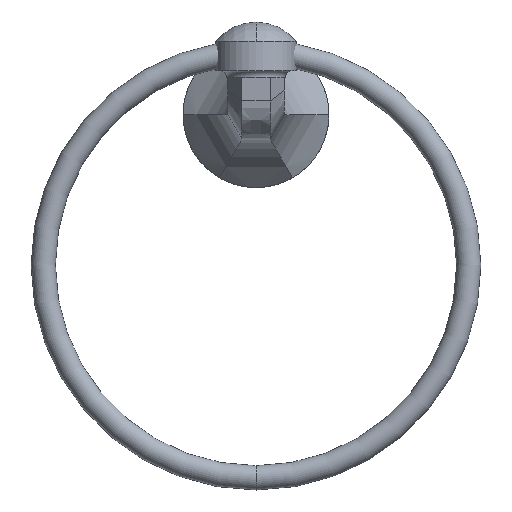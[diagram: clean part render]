
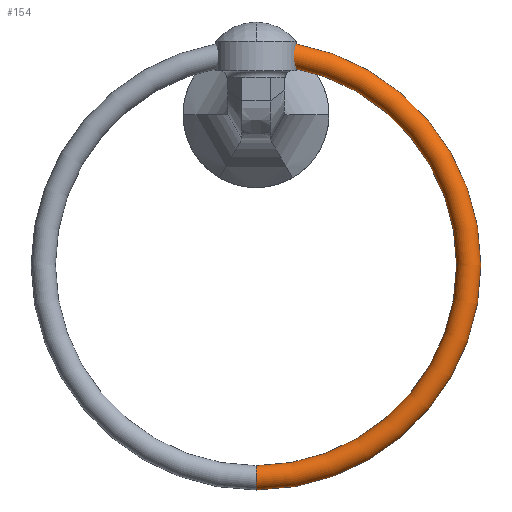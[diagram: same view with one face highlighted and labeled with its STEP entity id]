
A CAD part, top view. The second image highlights one B-rep face of the part: STEP entity #154.
In plain terms, the highlighted toroidal (fillet/blend) face has major radius 87.5 mm and minor radius 5 mm.
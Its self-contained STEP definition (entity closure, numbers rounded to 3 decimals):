
#95 = ORIENTED_EDGE ( 'NONE', *, *, #1149, .F. ) ;
#154 = ADVANCED_FACE ( 'NONE', ( #178 ), #461, .T. ) ;
#178 = FACE_OUTER_BOUND ( 'NONE', #578, .T. ) ;
#188 = AXIS2_PLACEMENT_3D ( 'NONE', #1503, #1568, #1347 ) ;
#354 = CARTESIAN_POINT ( 'NONE',  ( 0., 0., 0. ) ) ;
#458 = CARTESIAN_POINT ( 'NONE',  ( 0., 0., 82.5 ) ) ;
#461 = TOROIDAL_SURFACE ( 'NONE', #621, 87.5, 5. ) ;
#504 = DIRECTION ( 'NONE',  ( 0., 0., -1. ) ) ;
#520 = ORIENTED_EDGE ( 'NONE', *, *, #997, .T. ) ;
#548 = ORIENTED_EDGE ( 'NONE', *, *, #1564, .F. ) ;
#578 = EDGE_LOOP ( 'NONE', ( #548, #95, #665, #520 ) ) ;
#621 = AXIS2_PLACEMENT_3D ( 'NONE', #354, #1157, #504 ) ;
#665 = ORIENTED_EDGE ( 'NONE', *, *, #1344, .T. ) ;
#698 = CARTESIAN_POINT ( 'NONE',  ( 0., 0., 0. ) ) ;
#751 = DIRECTION ( 'NONE',  ( 0., 0., -1. ) ) ;
#755 = AXIS2_PLACEMENT_3D ( 'NONE', #1069, #1019, #751 ) ;
#829 = VERTEX_POINT ( 'NONE', #910 ) ;
#872 = AXIS2_PLACEMENT_3D ( 'NONE', #916, #900, #1544 ) ;
#900 = DIRECTION ( 'NONE',  ( 1., 0., 0. ) ) ;
#910 = CARTESIAN_POINT ( 'NONE',  ( 0., 0., -92.5 ) ) ;
#916 = CARTESIAN_POINT ( 'NONE',  ( 0., 0., 87.5 ) ) ;
#997 = EDGE_CURVE ( 'NONE', #1680, #1250, #1251, .T. ) ;
#1019 = DIRECTION ( 'NONE',  ( 0., -1., 0. ) ) ;
#1069 = CARTESIAN_POINT ( 'NONE',  ( 0., 0., 0. ) ) ;
#1072 = DIRECTION ( 'NONE',  ( 0., 0., -1. ) ) ;
#1077 = DIRECTION ( 'NONE',  ( 0., -1., 0. ) ) ;
#1110 = CARTESIAN_POINT ( 'NONE',  ( 0., 0., -82.5 ) ) ;
#1149 = EDGE_CURVE ( 'NONE', #1256, #829, #1158, .T. ) ;
#1157 = DIRECTION ( 'NONE',  ( 0., -1., 0. ) ) ;
#1158 = CIRCLE ( 'NONE', #188, 5. ) ;
#1198 = CIRCLE ( 'NONE', #755, 92.5 ) ;
#1250 = VERTEX_POINT ( 'NONE', #1316 ) ;
#1251 = CIRCLE ( 'NONE', #872, 5. ) ;
#1256 = VERTEX_POINT ( 'NONE', #1110 ) ;
#1316 = CARTESIAN_POINT ( 'NONE',  ( 0., 0., 92.5 ) ) ;
#1344 = EDGE_CURVE ( 'NONE', #1256, #1680, #1510, .T. ) ;
#1347 = DIRECTION ( 'NONE',  ( 0., 0., 1. ) ) ;
#1411 = AXIS2_PLACEMENT_3D ( 'NONE', #698, #1077, #1072 ) ;
#1503 = CARTESIAN_POINT ( 'NONE',  ( 0., 0., -87.5 ) ) ;
#1510 = CIRCLE ( 'NONE', #1411, 82.5 ) ;
#1544 = DIRECTION ( 'NONE',  ( 0., 0., -1. ) ) ;
#1564 = EDGE_CURVE ( 'NONE', #829, #1250, #1198, .T. ) ;
#1568 = DIRECTION ( 'NONE',  ( -1., 0., 0. ) ) ;
#1680 = VERTEX_POINT ( 'NONE', #458 ) ;
